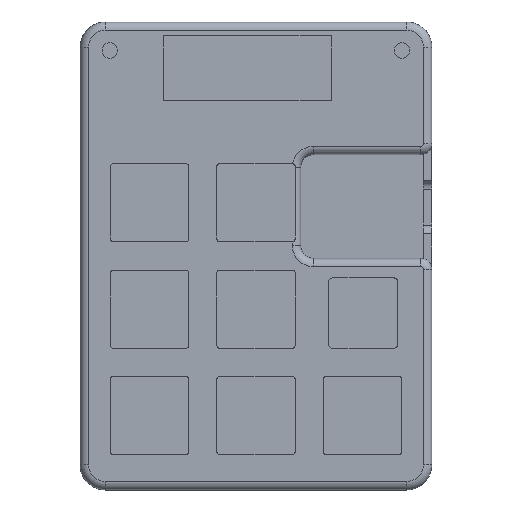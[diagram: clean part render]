
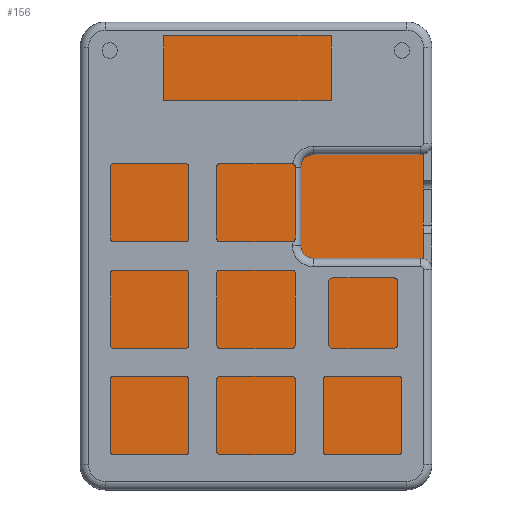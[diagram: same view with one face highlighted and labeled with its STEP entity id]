
A CAD part, top view. The second image highlights one B-rep face of the part: STEP entity #156.
In plain terms, the highlighted planar face has unit normal (0, 0, 1).
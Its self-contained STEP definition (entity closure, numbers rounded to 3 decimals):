
#27=CARTESIAN_POINT('',(0.,0.,-3.65));
#28=DIRECTION('',(0.,0.,-1.));
#29=DIRECTION('',(-1.,0.,0.));
#30=AXIS2_PLACEMENT_3D('',#27,#28,#29);
#31=PLANE('',#30);
#32=CARTESIAN_POINT('',(64.113,82.55,-3.65));
#33=VERTEX_POINT('',#32);
#34=CARTESIAN_POINT('',(61.363,82.55,-3.65));
#35=VERTEX_POINT('',#34);
#36=CARTESIAN_POINT('',(62.738,82.55,-3.65));
#37=DIRECTION('',(-0.,-0.,1.));
#38=DIRECTION('',(-1.,0.,0.));
#39=AXIS2_PLACEMENT_3D('',#36,#37,#38);
#40=CIRCLE('',#39,1.375);
#41=EDGE_CURVE('',#33,#35,#40,.T.);
#42=ORIENTED_EDGE('',*,*,#41,.F.);
#43=CARTESIAN_POINT('',(62.738,82.55,-3.65));
#44=DIRECTION('',(-0.,-0.,1.));
#45=DIRECTION('',(-1.,0.,0.));
#46=AXIS2_PLACEMENT_3D('',#43,#44,#45);
#47=CIRCLE('',#46,1.375);
#48=EDGE_CURVE('',#35,#33,#47,.T.);
#49=ORIENTED_EDGE('',*,*,#48,.F.);
#50=EDGE_LOOP('',(#42,#49));
#51=FACE_BOUND('',#50,.T.);
#52=CARTESIAN_POINT('',(9.039,82.55,-3.65));
#53=VERTEX_POINT('',#52);
#54=CARTESIAN_POINT('',(11.789,82.55,-3.65));
#55=VERTEX_POINT('',#54);
#56=CARTESIAN_POINT('',(10.414,82.55,-3.65));
#57=DIRECTION('',(0.,0.,-1.));
#58=DIRECTION('',(-1.,0.,0.));
#59=AXIS2_PLACEMENT_3D('',#56,#57,#58);
#60=CIRCLE('',#59,1.375);
#61=EDGE_CURVE('',#53,#55,#60,.T.);
#62=ORIENTED_EDGE('',*,*,#61,.T.);
#63=CARTESIAN_POINT('',(10.414,82.55,-3.65));
#64=DIRECTION('',(0.,0.,-1.));
#65=DIRECTION('',(-1.,0.,0.));
#66=AXIS2_PLACEMENT_3D('',#63,#64,#65);
#67=CIRCLE('',#66,1.375);
#68=EDGE_CURVE('',#55,#53,#67,.T.);
#69=ORIENTED_EDGE('',*,*,#68,.T.);
#70=EDGE_LOOP('',(#62,#69));
#71=FACE_BOUND('',#70,.T.);
#72=CARTESIAN_POINT('',(63.681,8.265,-3.65));
#73=VERTEX_POINT('',#72);
#74=CARTESIAN_POINT('',(63.681,5.365,-3.65));
#75=VERTEX_POINT('',#74);
#76=CARTESIAN_POINT('',(63.681,8.265,-3.65));
#77=DIRECTION('',(0.,-1.,0.));
#78=VECTOR('',#77,2.9);
#79=LINE('',#76,#78);
#80=EDGE_CURVE('',#73,#75,#79,.T.);
#81=ORIENTED_EDGE('',*,*,#80,.F.);
#82=CARTESIAN_POINT('',(66.581,8.265,-3.65));
#83=VERTEX_POINT('',#82);
#84=CARTESIAN_POINT('',(66.581,8.265,-3.65));
#85=DIRECTION('',(-1.,0.,0.));
#86=VECTOR('',#85,2.9);
#87=LINE('',#84,#86);
#88=EDGE_CURVE('',#83,#73,#87,.T.);
#89=ORIENTED_EDGE('',*,*,#88,.F.);
#90=CARTESIAN_POINT('',(66.581,83.231,-3.65));
#91=VERTEX_POINT('',#90);
#92=CARTESIAN_POINT('',(66.581,8.265,-3.65));
#93=DIRECTION('',(0.,1.,0.));
#94=VECTOR('',#93,74.966);
#95=LINE('',#92,#94);
#96=EDGE_CURVE('',#83,#91,#95,.T.);
#97=ORIENTED_EDGE('',*,*,#96,.T.);
#98=CARTESIAN_POINT('',(63.681,86.131,-3.65));
#99=VERTEX_POINT('',#98);
#100=CARTESIAN_POINT('',(63.681,83.231,-3.65));
#101=DIRECTION('',(0.,0.,1.));
#102=DIRECTION('',(-1.,0.,0.));
#103=AXIS2_PLACEMENT_3D('',#100,#101,#102);
#104=CIRCLE('',#103,2.9);
#105=EDGE_CURVE('',#91,#99,#104,.T.);
#106=ORIENTED_EDGE('',*,*,#105,.T.);
#107=CARTESIAN_POINT('',(9.509,86.131,-3.65));
#108=VERTEX_POINT('',#107);
#109=CARTESIAN_POINT('',(63.681,86.131,-3.65));
#110=DIRECTION('',(-1.,0.,0.));
#111=VECTOR('',#110,54.172);
#112=LINE('',#109,#111);
#113=EDGE_CURVE('',#99,#108,#112,.T.);
#114=ORIENTED_EDGE('',*,*,#113,.T.);
#115=CARTESIAN_POINT('',(6.609,83.231,-3.65));
#116=VERTEX_POINT('',#115);
#117=CARTESIAN_POINT('',(9.509,83.231,-3.65));
#118=DIRECTION('',(0.,0.,1.));
#119=DIRECTION('',(-1.,0.,0.));
#120=AXIS2_PLACEMENT_3D('',#117,#118,#119);
#121=CIRCLE('',#120,2.9);
#122=EDGE_CURVE('',#108,#116,#121,.T.);
#123=ORIENTED_EDGE('',*,*,#122,.T.);
#124=CARTESIAN_POINT('',(6.609,8.265,-3.65));
#125=VERTEX_POINT('',#124);
#126=CARTESIAN_POINT('',(6.609,8.265,-3.65));
#127=DIRECTION('',(0.,1.,0.));
#128=VECTOR('',#127,74.966);
#129=LINE('',#126,#128);
#130=EDGE_CURVE('',#125,#116,#129,.T.);
#131=ORIENTED_EDGE('',*,*,#130,.F.);
#132=CARTESIAN_POINT('',(9.509,8.265,-3.65));
#133=VERTEX_POINT('',#132);
#134=CARTESIAN_POINT('',(6.609,8.265,-3.65));
#135=DIRECTION('',(1.,0.,-0.));
#136=VECTOR('',#135,2.9);
#137=LINE('',#134,#136);
#138=EDGE_CURVE('',#125,#133,#137,.T.);
#139=ORIENTED_EDGE('',*,*,#138,.T.);
#140=CARTESIAN_POINT('',(9.509,5.365,-3.65));
#141=VERTEX_POINT('',#140);
#142=CARTESIAN_POINT('',(9.509,8.265,-3.65));
#143=DIRECTION('',(0.,-1.,0.));
#144=VECTOR('',#143,2.9);
#145=LINE('',#142,#144);
#146=EDGE_CURVE('',#133,#141,#145,.T.);
#147=ORIENTED_EDGE('',*,*,#146,.T.);
#148=CARTESIAN_POINT('',(63.681,5.365,-3.65));
#149=DIRECTION('',(-1.,0.,0.));
#150=VECTOR('',#149,54.172);
#151=LINE('',#148,#150);
#152=EDGE_CURVE('',#75,#141,#151,.T.);
#153=ORIENTED_EDGE('',*,*,#152,.F.);
#154=EDGE_LOOP('',(#81,#89,#97,#106,#114,#123,#131,#139,#147,#153));
#155=FACE_BOUND('',#154,.T.);
#156=ADVANCED_FACE('',(#51,#71,#155),#31,.F.);
